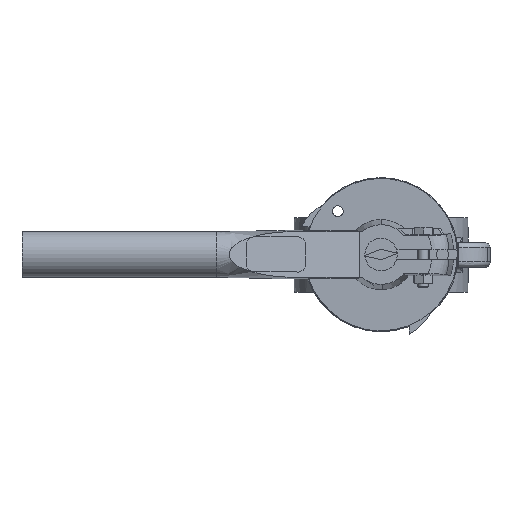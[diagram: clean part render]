
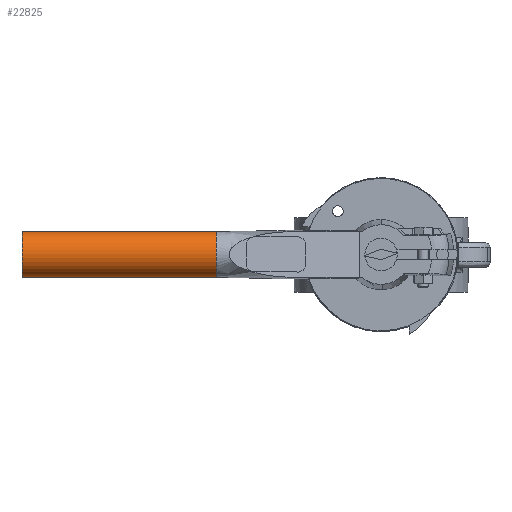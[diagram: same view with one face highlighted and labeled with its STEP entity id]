
A CAD part, top view. The second image highlights one B-rep face of the part: STEP entity #22825.
In plain terms, the highlighted cylindrical face has radius 13 mm (diameter 26 mm), a partial arc.
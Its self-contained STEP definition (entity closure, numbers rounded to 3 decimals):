
#22784=CARTESIAN_POINT('',(-62.377,0.,201.));
#22785=DIRECTION('',(-1.,-0.,-0.));
#22786=DIRECTION('',(0.,-1.,0.));
#22787=AXIS2_PLACEMENT_3D('',#22784,#22785,#22786);
#22788=CYLINDRICAL_SURFACE('',#22787,13.);
#22789=CARTESIAN_POINT('',(-94.,-13.,201.));
#22790=VERTEX_POINT('',#22789);
#22791=CARTESIAN_POINT('',(-205.,-13.,201.));
#22792=VERTEX_POINT('',#22791);
#22793=CARTESIAN_POINT('',(-94.,-13.,201.));
#22794=DIRECTION('',(-1.,-0.,-0.));
#22795=VECTOR('',#22794,111.);
#22796=LINE('',#22793,#22795);
#22797=EDGE_CURVE('',#22790,#22792,#22796,.T.);
#22798=ORIENTED_EDGE('',*,*,#22797,.F.);
#22799=CARTESIAN_POINT('',(-94.,13.,201.));
#22800=VERTEX_POINT('',#22799);
#22801=CARTESIAN_POINT('',(-94.,0.,201.));
#22802=DIRECTION('',(1.,0.,0.));
#22803=DIRECTION('',(0.,-1.,0.));
#22804=AXIS2_PLACEMENT_3D('',#22801,#22802,#22803);
#22805=CIRCLE('',#22804,13.);
#22806=EDGE_CURVE('',#22800,#22790,#22805,.T.);
#22807=ORIENTED_EDGE('',*,*,#22806,.F.);
#22808=CARTESIAN_POINT('',(-205.,13.,201.));
#22809=VERTEX_POINT('',#22808);
#22810=CARTESIAN_POINT('',(-94.,13.,201.));
#22811=DIRECTION('',(-1.,-0.,-0.));
#22812=VECTOR('',#22811,111.);
#22813=LINE('',#22810,#22812);
#22814=EDGE_CURVE('',#22800,#22809,#22813,.T.);
#22815=ORIENTED_EDGE('',*,*,#22814,.T.);
#22816=CARTESIAN_POINT('',(-205.,0.,201.));
#22817=DIRECTION('',(1.,0.,0.));
#22818=DIRECTION('',(0.,-1.,0.));
#22819=AXIS2_PLACEMENT_3D('',#22816,#22817,#22818);
#22820=CIRCLE('',#22819,13.);
#22821=EDGE_CURVE('',#22809,#22792,#22820,.T.);
#22822=ORIENTED_EDGE('',*,*,#22821,.T.);
#22823=EDGE_LOOP('',(#22798,#22807,#22815,#22822));
#22824=FACE_BOUND('',#22823,.T.);
#22825=ADVANCED_FACE('',(#22824),#22788,.T.);
